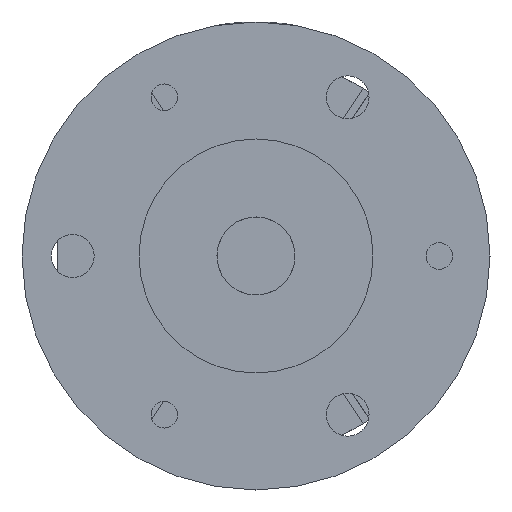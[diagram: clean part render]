
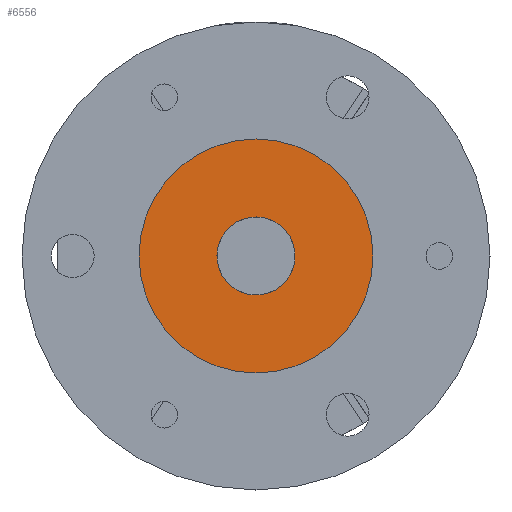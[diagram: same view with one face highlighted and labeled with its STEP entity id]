
A CAD part, left-side view. The second image highlights one B-rep face of the part: STEP entity #6556.
In plain terms, the highlighted planar face has unit normal (-1, 0, 0).
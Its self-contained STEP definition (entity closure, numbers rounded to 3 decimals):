
#248 = CIRCLE ( 'NONE', #2802, 10. ) ;
#457 = DIRECTION ( 'NONE',  ( 0., 0., 1. ) ) ;
#544 = CARTESIAN_POINT ( 'NONE',  ( 6., 0., -30. ) ) ;
#1453 = CARTESIAN_POINT ( 'NONE',  ( 6., 0., -10. ) ) ;
#1457 = DIRECTION ( 'NONE',  ( -1., 0., 0. ) ) ;
#1808 = VERTEX_POINT ( 'NONE', #2881 ) ;
#1829 = VERTEX_POINT ( 'NONE', #544 ) ;
#1986 = CARTESIAN_POINT ( 'NONE',  ( 6., 0., 0. ) ) ;
#2135 = ORIENTED_EDGE ( 'NONE', *, *, #5295, .T. ) ;
#2146 = DIRECTION ( 'NONE',  ( -1., 0., 0. ) ) ;
#2651 = AXIS2_PLACEMENT_3D ( 'NONE', #9556, #5939, #11188 ) ;
#2801 = AXIS2_PLACEMENT_3D ( 'NONE', #1986, #9711, #9544 ) ;
#2802 = AXIS2_PLACEMENT_3D ( 'NONE', #7330, #2146, #5446 ) ;
#2828 = CIRCLE ( 'NONE', #7384, 10. ) ;
#2881 = CARTESIAN_POINT ( 'NONE',  ( 6., 0., 10. ) ) ;
#2958 = CARTESIAN_POINT ( 'NONE',  ( 6., 0., 0. ) ) ;
#3435 = FACE_BOUND ( 'NONE', #8700, .T. ) ;
#4045 = DIRECTION ( 'NONE',  ( 0., 0., 1. ) ) ;
#4088 = AXIS2_PLACEMENT_3D ( 'NONE', #10739, #9947, #4045 ) ;
#4450 = CIRCLE ( 'NONE', #2801, 30. ) ;
#4777 = EDGE_CURVE ( 'NONE', #7233, #1808, #2828, .T. ) ;
#5295 = EDGE_CURVE ( 'NONE', #10309, #1829, #4450, .T. ) ;
#5446 = DIRECTION ( 'NONE',  ( 0., 0., 1. ) ) ;
#5939 = DIRECTION ( 'NONE',  ( 1., 0., 0. ) ) ;
#6184 = EDGE_CURVE ( 'NONE', #1808, #7233, #248, .T. ) ;
#6556 = ADVANCED_FACE ( 'NONE', ( #3435, #6908 ), #6794, .F. ) ;
#6794 = PLANE ( 'NONE',  #2651 ) ;
#6842 = EDGE_LOOP ( 'NONE', ( #2135, #9965 ) ) ;
#6908 = FACE_OUTER_BOUND ( 'NONE', #6842, .T. ) ;
#7193 = CIRCLE ( 'NONE', #4088, 30. ) ;
#7233 = VERTEX_POINT ( 'NONE', #1453 ) ;
#7299 = ORIENTED_EDGE ( 'NONE', *, *, #4777, .F. ) ;
#7330 = CARTESIAN_POINT ( 'NONE',  ( 6., 0., 0. ) ) ;
#7384 = AXIS2_PLACEMENT_3D ( 'NONE', #2958, #1457, #457 ) ;
#8061 = ORIENTED_EDGE ( 'NONE', *, *, #6184, .F. ) ;
#8700 = EDGE_LOOP ( 'NONE', ( #8061, #7299 ) ) ;
#9544 = DIRECTION ( 'NONE',  ( 0., 0., 1. ) ) ;
#9556 = CARTESIAN_POINT ( 'NONE',  ( 6., 0., 0. ) ) ;
#9711 = DIRECTION ( 'NONE',  ( -1., 0., 0. ) ) ;
#9816 = CARTESIAN_POINT ( 'NONE',  ( 6., 0., 30. ) ) ;
#9947 = DIRECTION ( 'NONE',  ( -1., 0., 0. ) ) ;
#9965 = ORIENTED_EDGE ( 'NONE', *, *, #11153, .T. ) ;
#10309 = VERTEX_POINT ( 'NONE', #9816 ) ;
#10739 = CARTESIAN_POINT ( 'NONE',  ( 6., 0., 0. ) ) ;
#11153 = EDGE_CURVE ( 'NONE', #1829, #10309, #7193, .T. ) ;
#11188 = DIRECTION ( 'NONE',  ( 0., 0., -1. ) ) ;
